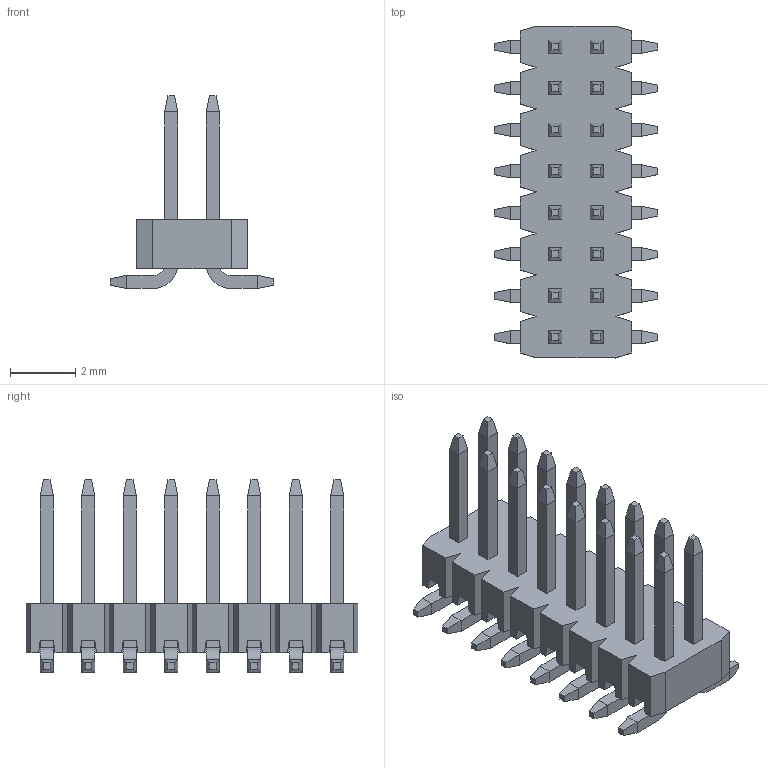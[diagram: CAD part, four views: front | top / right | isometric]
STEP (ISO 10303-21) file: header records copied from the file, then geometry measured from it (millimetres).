
FILE_DESCRIPTION(/* description */ ('Unknown'),/* implementation_level */ '2;1');
FILE_NAME(/* name */ 'J_Wurth_WR-PHD_62101621021',/* time_stamp */ '2025-04-29T11:23:23+08:00',/* author */ ('Unknown'),/* organization */ ('Unknown'),/* preprocessor_version */ 'ST-DEVELOPER v19.4',/* originating_system */ 'Solid Edge',/* authorisation */ 'Unknown');
FILE_SCHEMA (('AUTOMOTIVE_DESIGN {1 0 10303 214 3 1 1}'));
Length unit declared in the file: millimetre
Products named in the file (2): J_Wurth_WR-PHD_62101621021
Assembly tree (1 placements, depth 2):
  J_Wurth_WR-PHD_62101621021
    J_Wurth_WR-PHD_62101621021
Bounding box: 5 x 10.16 x 5.91 mm (x, y, z)
Volume: 61.3 mm3; surface area: 282.5 mm2
Topology: 1 solids, 1 shells, 452 faces, 1142 edges, 708 vertices
Faces by surface type: plane 420, cylinder 32
Entity records: 16337 total; most frequent: CARTESIAN_POINT 2304, ORIENTED_EDGE 2284, DIRECTION 2114, EDGE_CURVE 1142, LINE 1078, VECTOR 1078, VERTEX_POINT 708, AXIS2_PLACEMENT_3D 518
